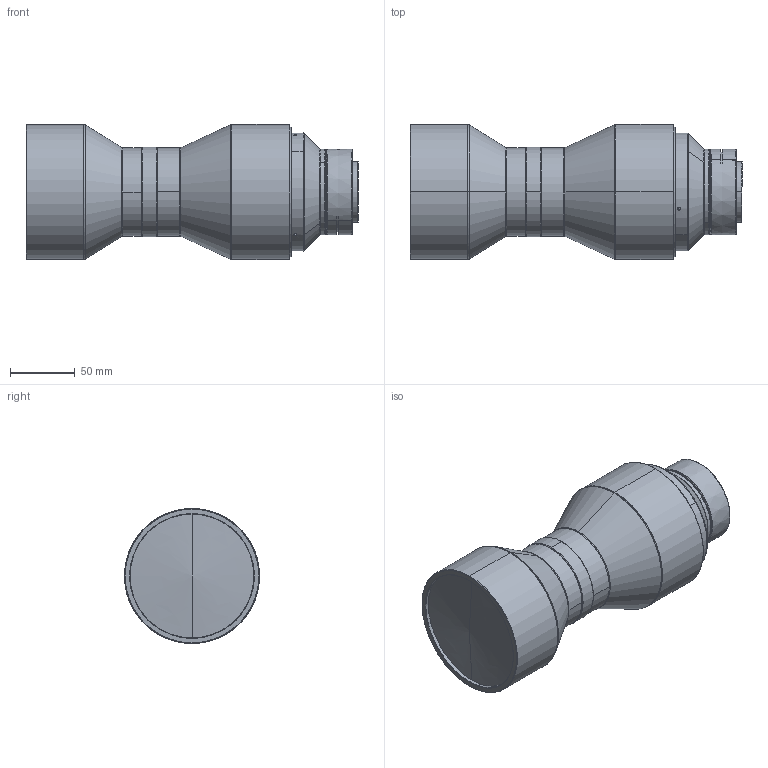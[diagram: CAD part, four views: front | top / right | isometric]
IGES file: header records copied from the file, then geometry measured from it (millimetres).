
Start section: SolidWorks IGES file using analytic representation for surfaces
Global section: file name: DTCA16K-62-AL.IGS; native system: SolidWorks 2017; preprocessor: SolidWorks 2017; author: Coolens; date: 230117.101832; units: millimetre
Bounding box: 255.7 x 104 x 104 mm (x, y, z)
Surface area: 91293.4 mm2 (no closed solid volume)
Topology: 0 solids, 0 shells, 139 faces, 2896 edges, 2892 vertices
Faces by surface type: revolution 100, bspline 39
